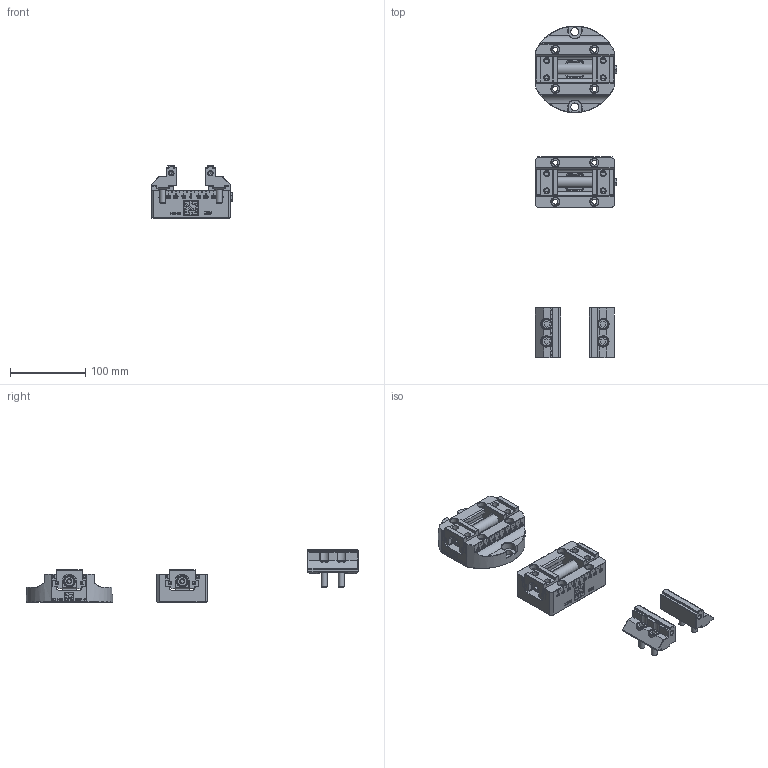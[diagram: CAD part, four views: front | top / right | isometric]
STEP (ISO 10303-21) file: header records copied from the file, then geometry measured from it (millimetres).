
FILE_DESCRIPTION(/* description */ (''),/* implementation_level */ '2;1');
FILE_NAME(/* name */ '',/* time_stamp */ '2023-11-06T16:09:55+08:00',/* author */ (''),/* organization */ (''),/* preprocessor_version */ 'ST-DEVELOPER v11',/* originating_system */ 'SIEMENS PLM Software NX 7.0',/* authorisation */ '');
FILE_SCHEMA (('CONFIG_CONTROL_DESIGN'));
Products named in the file (1): AdmiE587ldza
Bounding box: 108 x 441 x 70 mm (x, y, z)
Volume: 574062.8 mm3; surface area: 143129.9 mm2
Topology: 12 solids, 12 shells, 2993 faces, 7873 edges, 5164 vertices
Faces by surface type: plane 2155, extrusion 312, cylinder 284, cone 216, bspline 18, torus 8
Full cylindrical faces by diameter (mm): 5 x4, 6 x12, 6.7 x8, 8 x12, 8.5 x6, 10.5 x2, 11 x8, 12 x8, 12.6 x4, 13 x4, 14 x8
Entity records: 99816 total; most frequent: CARTESIAN_POINT 28182, ORIENTED_EDGE 15314, DIRECTION 13031, EDGE_CURVE 7657, VECTOR 6083, LINE 5771, VERTEX_POINT 5098, AXIS2_PLACEMENT_3D 3474
